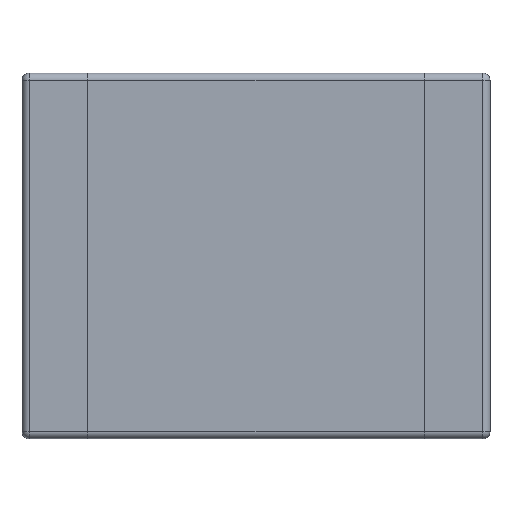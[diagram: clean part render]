
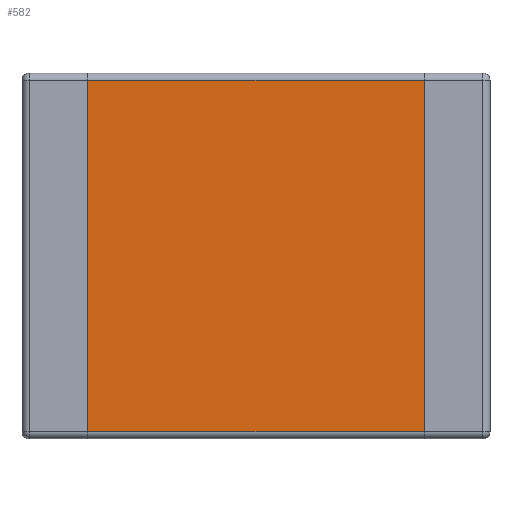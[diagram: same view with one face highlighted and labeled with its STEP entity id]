
A CAD part, front view. The second image highlights one B-rep face of the part: STEP entity #582.
In plain terms, the highlighted planar face has unit normal (0, -1, 0).
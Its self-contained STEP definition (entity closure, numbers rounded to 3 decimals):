
#488 = ORIENTED_EDGE ( 'NONE', *, *, #511, .T. ) ;
#490 = ORIENTED_EDGE ( 'NONE', *, *, #539, .F. ) ;
#494 = EDGE_CURVE ( 'NONE', #570, #532, #863, .T. ) ;
#511 = EDGE_CURVE ( 'NONE', #647, #660, #910, .T. ) ;
#529 = EDGE_LOOP ( 'NONE', ( #530, #580, #490, #488 ) ) ;
#530 = ORIENTED_EDGE ( 'NONE', *, *, #534, .F. ) ;
#532 = VERTEX_POINT ( 'NONE', #1008 ) ;
#534 = EDGE_CURVE ( 'NONE', #570, #660, #1007, .T. ) ;
#539 = EDGE_CURVE ( 'NONE', #647, #532, #1037, .T. ) ;
#570 = VERTEX_POINT ( 'NONE', #1122 ) ;
#580 = ORIENTED_EDGE ( 'NONE', *, *, #494, .T. ) ;
#582 = ADVANCED_FACE ( 'NONE', ( #1150 ), #1180, .T. ) ;
#647 = VERTEX_POINT ( 'NONE', #1368 ) ;
#660 = VERTEX_POINT ( 'NONE', #1439 ) ;
#860 = DIRECTION ( 'NONE',  ( 1., 0., 0. ) ) ;
#861 = VECTOR ( 'NONE', #860, 1000. ) ;
#862 = CARTESIAN_POINT ( 'NONE',  ( 1.6, 0., -1.2 ) ) ;
#863 = LINE ( 'NONE', #862, #861 ) ;
#907 = DIRECTION ( 'NONE',  ( -1., 0., 0. ) ) ;
#908 = VECTOR ( 'NONE', #907, 1000. ) ;
#909 = CARTESIAN_POINT ( 'NONE',  ( -1.6, 0., 1.2 ) ) ;
#910 = LINE ( 'NONE', #909, #908 ) ;
#1004 = DIRECTION ( 'NONE',  ( 0., 0., 1. ) ) ;
#1005 = VECTOR ( 'NONE', #1004, 1000. ) ;
#1006 = CARTESIAN_POINT ( 'NONE',  ( -1.15, 0., -1.25 ) ) ;
#1007 = LINE ( 'NONE', #1006, #1005 ) ;
#1008 = CARTESIAN_POINT ( 'NONE',  ( 1.15, 0., -1.2 ) ) ;
#1034 = DIRECTION ( 'NONE',  ( 0., 0., -1. ) ) ;
#1035 = VECTOR ( 'NONE', #1034, 1000. ) ;
#1036 = CARTESIAN_POINT ( 'NONE',  ( 1.15, 0., -1.25 ) ) ;
#1037 = LINE ( 'NONE', #1036, #1035 ) ;
#1122 = CARTESIAN_POINT ( 'NONE',  ( -1.15, 0., -1.2 ) ) ;
#1150 = FACE_OUTER_BOUND ( 'NONE', #529, .T. ) ;
#1174 = DIRECTION ( 'NONE',  ( 0., 0., -1. ) ) ;
#1175 = DIRECTION ( 'NONE',  ( 0., -1., 0. ) ) ;
#1176 = CARTESIAN_POINT ( 'NONE',  ( 1.6, 0., -1.25 ) ) ;
#1177 = AXIS2_PLACEMENT_3D ( 'NONE', #1176, #1175, #1174 ) ;
#1180 = PLANE ( 'NONE',  #1177 ) ;
#1368 = CARTESIAN_POINT ( 'NONE',  ( 1.15, 0., 1.2 ) ) ;
#1439 = CARTESIAN_POINT ( 'NONE',  ( -1.15, 0., 1.2 ) ) ;
